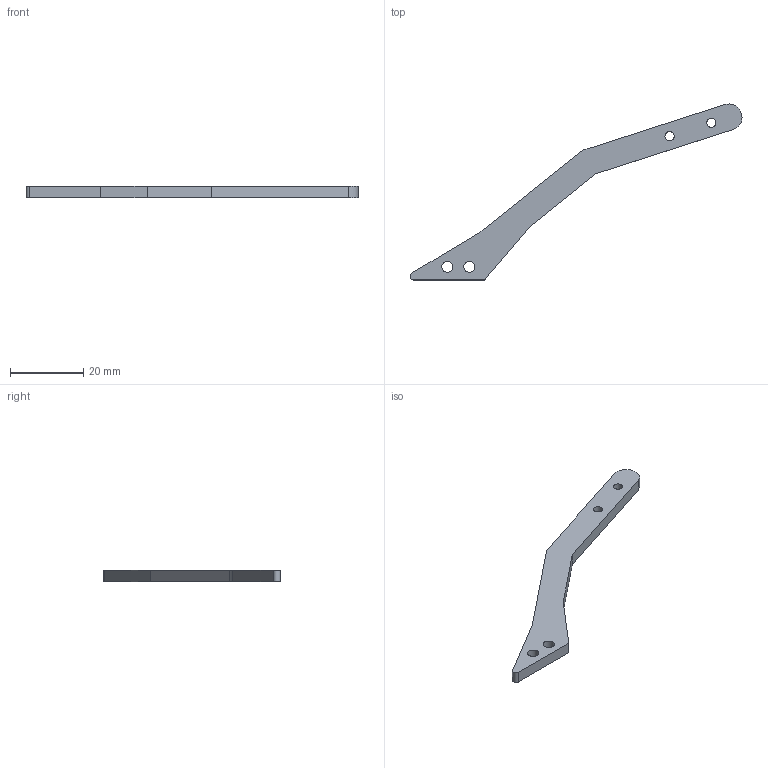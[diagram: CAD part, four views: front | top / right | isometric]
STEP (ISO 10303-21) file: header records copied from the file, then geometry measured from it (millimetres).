
FILE_DESCRIPTION(/* description */ ('Alibre Inc.'),/* implementation_level */ '2;1');
FILE_NAME(/* name */ 'export-424D430A-61E6-4E87-AA0B-2EEB6DBFF833',/* time_stamp */ '2024-07-08T13:17:04-06:00',/* author */ (''),/* organization */ (''),/* preprocessor_version */ 'ST-DEVELOPER v17',/* originating_system */ 'Alibre',/* authorisation */ '');
FILE_SCHEMA (('CONFIG_CONTROL_DESIGN'));
Length unit declared in the file: centimetre
Bounding box: 90.62 x 48.04 x 3.17 mm (x, y, z)
Volume: 2331.1 mm3; surface area: 2254.6 mm2
Topology: 1 solids, 1 shells, 16 faces, 42 edges, 28 vertices
Faces by surface type: plane 9, cylinder 7
Full cylindrical faces by diameter (mm): 2.5 x2, 3 x2
Entity records: 572 total; most frequent: CARTESIAN_POINT 82, ORIENTED_EDGE 76, DIRECTION 75, EDGE_CURVE 38, AXIS2_PLACEMENT_3D 30, VERTEX_POINT 28, EDGE_LOOP 28, FACE_BOUND 28
